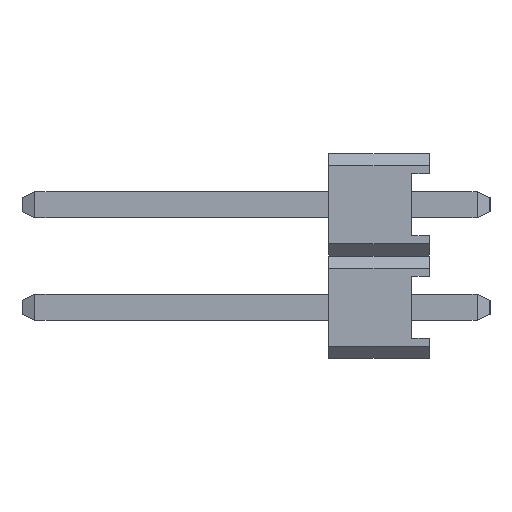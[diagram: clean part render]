
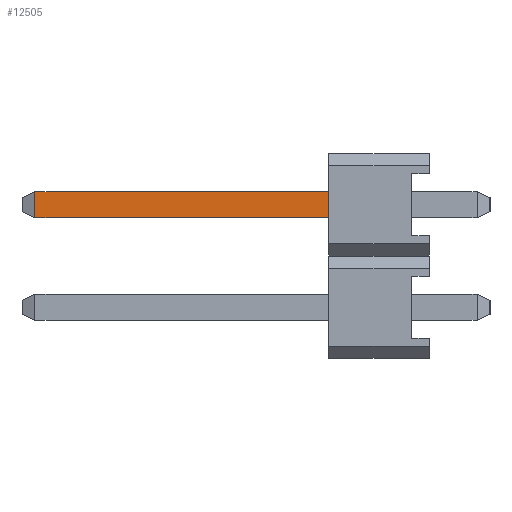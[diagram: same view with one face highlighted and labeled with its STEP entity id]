
A CAD part, left-side view. The second image highlights one B-rep face of the part: STEP entity #12505.
In plain terms, the highlighted planar face has unit normal (-1, 0, 0).
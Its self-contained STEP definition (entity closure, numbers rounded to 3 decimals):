
#1857 = DIRECTION ( 'NONE',  ( 0., -1., 0. ) ) ;
#1858 = VECTOR ( 'NONE', #1857, 1000. ) ;
#1859 = CARTESIAN_POINT ( 'NONE',  ( -0.325, 10.1, -0.325 ) ) ;
#1860 = LINE ( 'NONE', #1859, #1858 ) ;
#1861 = DIRECTION ( 'NONE',  ( 0., 0., -1. ) ) ;
#1865 = VECTOR ( 'NONE', #1861, 1000. ) ;
#1866 = CARTESIAN_POINT ( 'NONE',  ( -0.325, 9.778, 0.325 ) ) ;
#1867 = LINE ( 'NONE', #1866, #1865 ) ;
#1868 = CARTESIAN_POINT ( 'NONE',  ( -0.325, 9.778, -0.325 ) ) ;
#1869 = CARTESIAN_POINT ( 'NONE',  ( -0.325, 9.778, 0.325 ) ) ;
#1870 = DIRECTION ( 'NONE',  ( 0., -1., 0. ) ) ;
#1871 = VECTOR ( 'NONE', #1870, 1000. ) ;
#1872 = CARTESIAN_POINT ( 'NONE',  ( -0.325, 10.1, 0.325 ) ) ;
#1873 = DIRECTION ( 'NONE',  ( 0., 0., -1. ) ) ;
#1874 = DIRECTION ( 'NONE',  ( 1., 0., 0. ) ) ;
#1875 = CARTESIAN_POINT ( 'NONE',  ( -0.325, 10.1, 0.325 ) ) ;
#1876 = AXIS2_PLACEMENT_3D ( 'NONE', #1875, #1874, #1873 ) ;
#1877 = LINE ( 'NONE', #1872, #1871 ) ;
#1878 = PLANE ( 'NONE',  #1876 ) ;
#1879 = FACE_OUTER_BOUND ( 'NONE', #12506, .T. ) ;
#9096 = EDGE_CURVE ( 'NONE', #9097, #9098, #19164, .T. ) ;
#9097 = VERTEX_POINT ( 'NONE', #19155 ) ;
#9098 = VERTEX_POINT ( 'NONE', #19154 ) ;
#12505 = ADVANCED_FACE ( 'NONE', ( #1879 ), #1878, .F. ) ;
#12506 = EDGE_LOOP ( 'NONE', ( #12507, #12510, #12513, #12515 ) ) ;
#12507 = ORIENTED_EDGE ( 'NONE', *, *, #12508, .F. ) ;
#12508 = EDGE_CURVE ( 'NONE', #12509, #9098, #1877, .T. ) ;
#12509 = VERTEX_POINT ( 'NONE', #1869 ) ;
#12510 = ORIENTED_EDGE ( 'NONE', *, *, #12512, .T. ) ;
#12511 = VERTEX_POINT ( 'NONE', #1868 ) ;
#12512 = EDGE_CURVE ( 'NONE', #12509, #12511, #1867, .T. ) ;
#12513 = ORIENTED_EDGE ( 'NONE', *, *, #12514, .T. ) ;
#12514 = EDGE_CURVE ( 'NONE', #12511, #9097, #1860, .T. ) ;
#12515 = ORIENTED_EDGE ( 'NONE', *, *, #9096, .T. ) ;
#19154 = CARTESIAN_POINT ( 'NONE',  ( -0.325, 2.5, 0.325 ) ) ;
#19155 = CARTESIAN_POINT ( 'NONE',  ( -0.325, 2.5, -0.325 ) ) ;
#19156 = DIRECTION ( 'NONE',  ( 0., 0., 1. ) ) ;
#19157 = VECTOR ( 'NONE', #19156, 1000. ) ;
#19163 = CARTESIAN_POINT ( 'NONE',  ( -0.325, 2.5, 1.27 ) ) ;
#19164 = LINE ( 'NONE', #19163, #19157 ) ;
